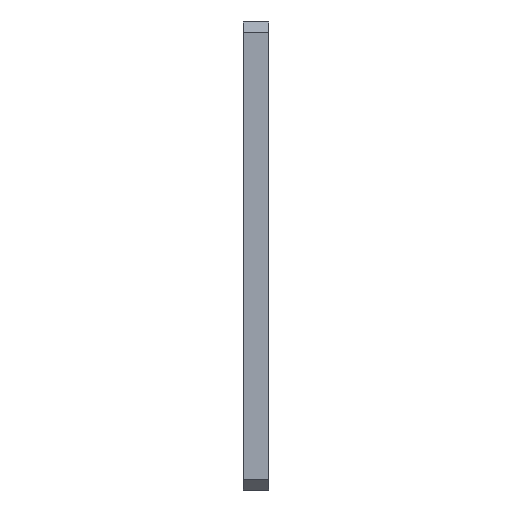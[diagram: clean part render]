
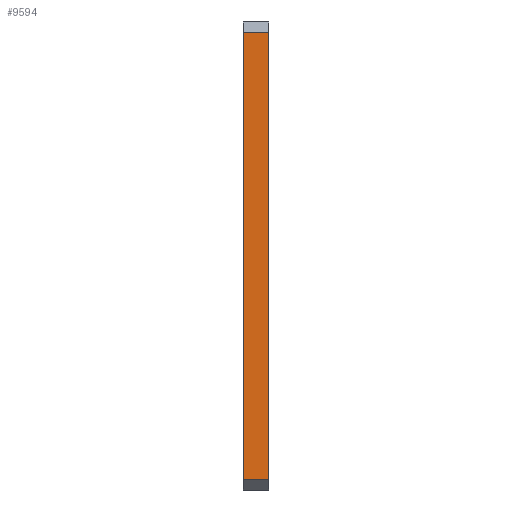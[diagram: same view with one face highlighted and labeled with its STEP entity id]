
A CAD part, front view. The second image highlights one B-rep face of the part: STEP entity #9594.
In plain terms, the highlighted planar face has unit normal (0, -1, 0).
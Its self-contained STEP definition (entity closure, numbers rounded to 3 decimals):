
#568=PLANE('',#10122);
#629=FACE_OUTER_BOUND('',#1074,.T.);
#1074=EDGE_LOOP('',(#6311,#6312,#6313,#6314));
#1855=LINE('',#14878,#2314);
#1856=LINE('',#14881,#2315);
#1857=LINE('',#14883,#2316);
#1858=LINE('',#14884,#2317);
#2314=VECTOR('',#11687,10.);
#2315=VECTOR('',#11690,10.);
#2316=VECTOR('',#11691,10.);
#2317=VECTOR('',#11692,10.);
#3752=VERTEX_POINT('',#14871);
#3755=VERTEX_POINT('',#14876);
#3756=VERTEX_POINT('',#14880);
#3757=VERTEX_POINT('',#14882);
#4830=EDGE_CURVE('',#3755,#3752,#1855,.T.);
#4831=EDGE_CURVE('',#3756,#3755,#1856,.T.);
#4832=EDGE_CURVE('',#3757,#3756,#1857,.T.);
#4833=EDGE_CURVE('',#3752,#3757,#1858,.T.);
#6311=ORIENTED_EDGE('',*,*,#4830,.F.);
#6312=ORIENTED_EDGE('',*,*,#4831,.F.);
#6313=ORIENTED_EDGE('',*,*,#4832,.F.);
#6314=ORIENTED_EDGE('',*,*,#4833,.F.);
#9594=ADVANCED_FACE('',(#629),#568,.T.);
#10122=AXIS2_PLACEMENT_3D('',#14879,#11688,#11689);
#11687=DIRECTION('',(-1.,0.,0.));
#11688=DIRECTION('center_axis',(0.,-1.,0.));
#11689=DIRECTION('ref_axis',(0.,0.,1.));
#11690=DIRECTION('',(0.,0.,-1.));
#11691=DIRECTION('',(1.,0.,0.));
#11692=DIRECTION('',(0.,0.,1.));
#14871=CARTESIAN_POINT('',(-82.7,-262.5,-710.));
#14876=CARTESIAN_POINT('',(-70.,-262.5,-710.));
#14878=CARTESIAN_POINT('',(-70.,-262.5,-710.));
#14879=CARTESIAN_POINT('Origin',(-70.,-262.5,-715.));
#14880=CARTESIAN_POINT('',(-70.,-262.5,-490.));
#14881=CARTESIAN_POINT('',(-70.,-262.5,-485.));
#14882=CARTESIAN_POINT('',(-82.7,-262.5,-490.));
#14883=CARTESIAN_POINT('',(-70.,-262.5,-490.));
#14884=CARTESIAN_POINT('',(-82.7,-262.5,-485.));
